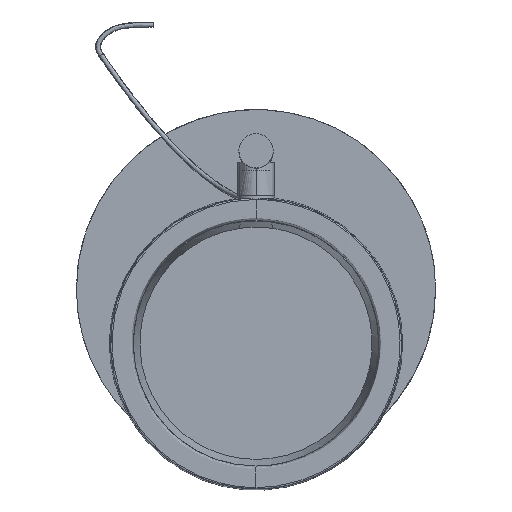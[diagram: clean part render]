
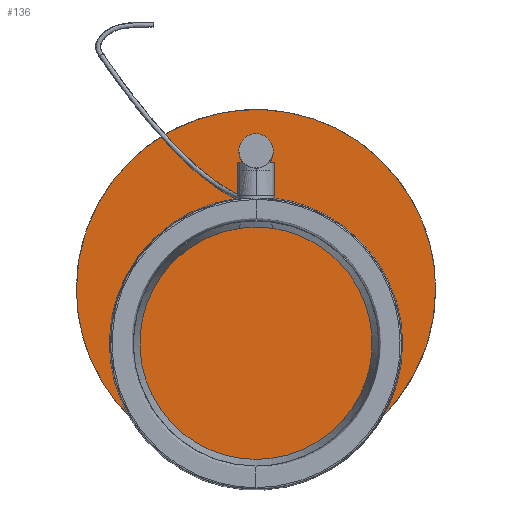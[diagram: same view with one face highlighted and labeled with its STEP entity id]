
A CAD part, top view. The second image highlights one B-rep face of the part: STEP entity #136.
In plain terms, the highlighted planar face has unit normal (0, 0, 1).
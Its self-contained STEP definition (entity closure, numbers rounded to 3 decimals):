
#136=ADVANCED_FACE($,(#184),#672,.T.);
#184=FACE_OUTER_BOUND($,#235,.T.);
#235=EDGE_LOOP($,(#440,#441));
#440=ORIENTED_EDGE($,*,*,#572,.F.);
#441=ORIENTED_EDGE($,*,*,#566,.F.);
#566=EDGE_CURVE($,#652,#656,#817,.T.);
#572=EDGE_CURVE($,#656,#652,#821,.T.);
#652=VERTEX_POINT($,#3933);
#656=VERTEX_POINT($,#3937);
#672=PLANE($,#857);
#817=(
BOUNDED_CURVE()
B_SPLINE_CURVE(2,(#3848,#3849,#3850,#3851,#3852),.UNSPECIFIED.,.F.,.F.)
B_SPLINE_CURVE_WITH_KNOTS((3,2,3),(-659.734,-494.801,-329.867),
.UNSPECIFIED.)
CURVE()
GEOMETRIC_REPRESENTATION_ITEM()
RATIONAL_B_SPLINE_CURVE((1.,0.707,1.,0.707,1.))
REPRESENTATION_ITEM($)
);
#821=(
BOUNDED_CURVE()
B_SPLINE_CURVE(2,(#3872,#3873,#3874,#3875,#3876),.UNSPECIFIED.,.F.,.F.)
B_SPLINE_CURVE_WITH_KNOTS((3,2,3),(-329.867,-164.934,0.),
.UNSPECIFIED.)
CURVE()
GEOMETRIC_REPRESENTATION_ITEM()
RATIONAL_B_SPLINE_CURVE((1.,0.707,1.,0.707,1.))
REPRESENTATION_ITEM($)
);
#857=AXIS2_PLACEMENT_3D($,#3900,#877,$);
#877=DIRECTION($,(0.,0.,1.));
#3848=CARTESIAN_POINT($,(105.,0.,8.));
#3849=CARTESIAN_POINT($,(105.,-105.,8.));
#3850=CARTESIAN_POINT($,(0.,-105.,8.));
#3851=CARTESIAN_POINT($,(-105.,-105.,8.));
#3852=CARTESIAN_POINT($,(-105.,0.,8.));
#3872=CARTESIAN_POINT($,(-105.,0.,8.));
#3873=CARTESIAN_POINT($,(-105.,105.,8.));
#3874=CARTESIAN_POINT($,(0.,105.,8.));
#3875=CARTESIAN_POINT($,(105.,105.,8.));
#3876=CARTESIAN_POINT($,(105.,0.,8.));
#3900=CARTESIAN_POINT($,(-105.,-105.,8.));
#3933=CARTESIAN_POINT($,(105.,0.,8.));
#3937=CARTESIAN_POINT($,(-105.,0.,8.));
